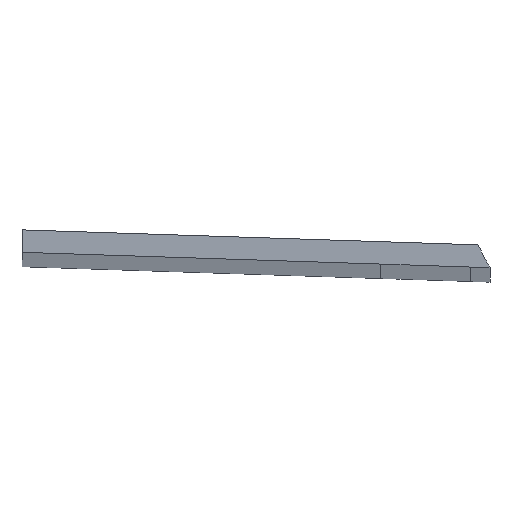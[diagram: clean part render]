
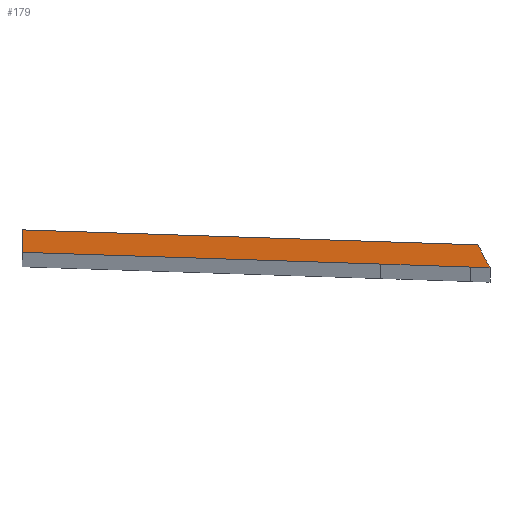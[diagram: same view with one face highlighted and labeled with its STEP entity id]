
A CAD part, top view. The second image highlights one B-rep face of the part: STEP entity #179.
In plain terms, the highlighted planar face has unit normal (0, 0, 1).
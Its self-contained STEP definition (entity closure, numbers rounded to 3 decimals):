
#107=CARTESIAN_POINT('Axis2P3D Location',(0.,0.,738.)) ;
#112=CARTESIAN_POINT('Line Origine',(380.135,3.091,738.)) ;
#116=CARTESIAN_POINT('Vertex',(384.133,2.958,738.)) ;
#118=CARTESIAN_POINT('Vertex',(376.137,3.223,738.)) ;
#122=CARTESIAN_POINT('Control Point',(385.865,2.901,738.)) ;
#123=CARTESIAN_POINT('Control Point',(385.519,2.912,738.)) ;
#124=CARTESIAN_POINT('Control Point',(385.172,2.924,738.)) ;
#125=CARTESIAN_POINT('Control Point',(384.826,2.935,738.)) ;
#126=CARTESIAN_POINT('Control Point',(384.479,2.947,738.)) ;
#127=CARTESIAN_POINT('Control Point',(384.133,2.958,738.)) ;
#128=CARTESIAN_POINT('Vertex',(385.865,2.901,738.)) ;
#131=CARTESIAN_POINT('Axis2P3D Location',(429.291,26.659,738.)) ;
#135=CARTESIAN_POINT('Vertex',(385.461,3.655,738.)) ;
#138=CARTESIAN_POINT('Line Origine',(385.124,4.297,738.)) ;
#142=CARTESIAN_POINT('Vertex',(384.788,4.938,738.)) ;
#146=CARTESIAN_POINT('Control Point',(344.22,6.269,738.)) ;
#147=CARTESIAN_POINT('Control Point',(352.12,6.014,738.)) ;
#148=CARTESIAN_POINT('Control Point',(360.129,5.753,738.)) ;
#149=CARTESIAN_POINT('Control Point',(368.246,5.486,738.)) ;
#150=CARTESIAN_POINT('Control Point',(376.467,5.214,738.)) ;
#151=CARTESIAN_POINT('Control Point',(384.788,4.938,738.)) ;
#152=CARTESIAN_POINT('Vertex',(344.22,6.269,738.)) ;
#155=CARTESIAN_POINT('Line Origine',(344.188,5.27,738.)) ;
#159=CARTESIAN_POINT('Vertex',(344.156,4.27,738.)) ;
#163=CARTESIAN_POINT('Control Point',(376.137,3.223,738.)) ;
#164=CARTESIAN_POINT('Control Point',(369.719,3.436,738.)) ;
#165=CARTESIAN_POINT('Control Point',(363.313,3.647,738.)) ;
#166=CARTESIAN_POINT('Control Point',(356.919,3.856,738.)) ;
#167=CARTESIAN_POINT('Control Point',(350.535,4.064,738.)) ;
#168=CARTESIAN_POINT('Control Point',(344.156,4.27,738.)) ;
#114=VECTOR('Line Direction',#113,1.) ;
#140=VECTOR('Line Direction',#139,1.) ;
#157=VECTOR('Line Direction',#156,1.) ;
#108=DIRECTION('Axis2P3D Direction',(0.,0.,-1.)) ;
#109=DIRECTION('Axis2P3D XDirection',(1.,0.,0.)) ;
#113=DIRECTION('Vector Direction',(0.999,-0.033,0.)) ;
#132=DIRECTION('Axis2P3D Direction',(0.,0.,-1.)) ;
#139=DIRECTION('Vector Direction',(-0.465,0.885,0.)) ;
#156=DIRECTION('Vector Direction',(0.032,0.999,0.)) ;
#110=AXIS2_PLACEMENT_3D('Plane Axis2P3D',#107,#108,#109) ;
#133=AXIS2_PLACEMENT_3D('Circle Axis2P3D',#131,#132,$) ;
#115=LINE('Line',#112,#114) ;
#141=LINE('Line',#138,#140) ;
#158=LINE('Line',#155,#157) ;
#134=CIRCLE('generated circle',#133,49.5) ;
#111=PLANE('',#110) ;
#120=EDGE_CURVE('',#117,#119,#115,.F.) ;
#130=EDGE_CURVE('',#129,#117,#121,.T.) ;
#137=EDGE_CURVE('',#136,#129,#134,.F.) ;
#144=EDGE_CURVE('',#143,#136,#141,.F.) ;
#154=EDGE_CURVE('',#153,#143,#145,.T.) ;
#161=EDGE_CURVE('',#160,#153,#158,.T.) ;
#169=EDGE_CURVE('',#119,#160,#162,.T.) ;
#171=ORIENTED_EDGE('',*,*,#120,.F.) ;
#172=ORIENTED_EDGE('',*,*,#130,.F.) ;
#173=ORIENTED_EDGE('',*,*,#137,.F.) ;
#174=ORIENTED_EDGE('',*,*,#144,.F.) ;
#175=ORIENTED_EDGE('',*,*,#154,.F.) ;
#176=ORIENTED_EDGE('',*,*,#161,.F.) ;
#177=ORIENTED_EDGE('',*,*,#169,.F.) ;
#170=EDGE_LOOP('',(#171,#172,#173,#174,#175,#176,#177)) ;
#117=VERTEX_POINT('',#116) ;
#119=VERTEX_POINT('',#118) ;
#129=VERTEX_POINT('',#128) ;
#136=VERTEX_POINT('',#135) ;
#143=VERTEX_POINT('',#142) ;
#153=VERTEX_POINT('',#152) ;
#160=VERTEX_POINT('',#159) ;
#179=ADVANCED_FACE('PartBody',(#178),#111,.F.) ;
#121=B_SPLINE_CURVE_WITH_KNOTS('',5,(#122,#123,#124,#125,#126,#127),.UNSPECIFIED.,.F.,.U.,(6,6),(0.,1.734),.UNSPECIFIED.) ;
#145=B_SPLINE_CURVE_WITH_KNOTS('',5,(#146,#147,#148,#149,#150,#151),.UNSPECIFIED.,.F.,.U.,(6,6),(0.,40.589),.UNSPECIFIED.) ;
#162=B_SPLINE_CURVE_WITH_KNOTS('',5,(#163,#164,#165,#166,#167,#168),.UNSPECIFIED.,.F.,.U.,(6,6),(0.,31.998),.UNSPECIFIED.) ;
#178=FACE_OUTER_BOUND('',#170,.T.) ;
